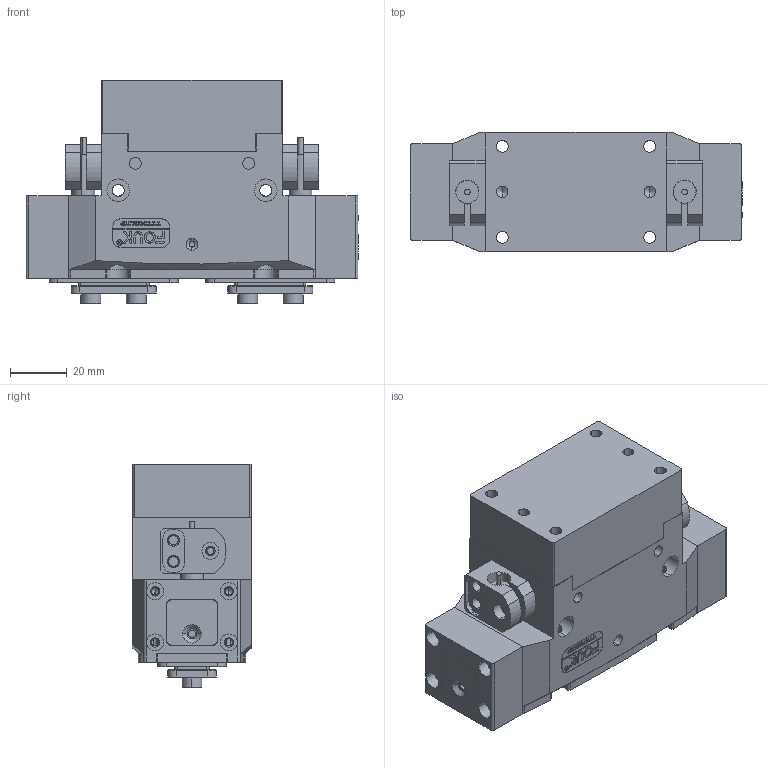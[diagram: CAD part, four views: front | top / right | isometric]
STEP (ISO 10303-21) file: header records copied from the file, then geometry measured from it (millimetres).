
FILE_DESCRIPTION (( 'STEP AP203' ), '1' );
FILE_NAME ('TR30-80-P-NC.STEP', '2024-11-19T01:33:28', ( 'USER-' ), ( 'Microsoft' ), 'SwSTEP 2.0', 'SolidWorks 2018', '' );
FILE_SCHEMA (( 'CONFIG_CONTROL_DESIGN' ));
Length unit declared in the file: millimetre
Products named in the file (19): TR30-80 -褲极; TR30-87-M-14忒硌薊啣-1; 20x10-R3; 埴翐芛_GB_FASTENER_SCREWS_HSHCS M2X8-N; TR30-87-M-12耜猾极-1; TR30-80 杅耀.sldasm-Part-9-1; TR30-87-M-13移动挡板(默认)-1; TR30-80赻坶杅耀.sldasm-Part-13; TR30-87防尘（未改版）; TR30-80 杅耀.sldasm-Part-4-1; 揤輸蚾饜极; 揤輸杅耀.sldasm-Part-9; TR30-80 杅耀.sldasm-Part-19-1; TR30-80 杅耀.sldasm-Part-25-1; TR30-80 杅耀.sldasm-Part-11-1; 5x7-12隅弇杶-1; 55滅鳥傷苤裔-1; TR30-87-M-11奻葡裔啣-1; TR30-80-P-NC
Assembly tree (28 placements, depth 3):
  TR30-80-P-NC
    TR30-80 杅耀.sldasm-Part-4-1
    TR30-80 杅耀.sldasm-Part-9-1  x2
    TR30-80 杅耀.sldasm-Part-11-1
    TR30-80 -褲极
    TR30-80 杅耀.sldasm-Part-19-1
    TR30-80 杅耀.sldasm-Part-25-1
    TR30-80赻坶杅耀.sldasm-Part-13
    揤輸蚾饜极  x2
      揤輸杅耀.sldasm-Part-9
      埴翐芛_GB_FASTENER_SCREWS_HSHCS M2X8-N
    20x10-R3
    TR30-87防尘（未改版）
      TR30-87-M-11奻葡裔啣-1
      TR30-87-M-12耜猾极-1  x2
      TR30-87-M-13移动挡板(默认)-1  x2
      TR30-87-M-14忒硌薊啣-1  x2
      55滅鳥傷苤裔-1  x2
      5x7-12隅弇杶-1  x4
Bounding box: 117 x 42 x 78.8 mm (x, y, z)
Volume: 229039.8 mm3; surface area: 83480.2 mm2
Topology: 28 solids, 42 shells, 1650 faces, 4231 edges, 2674 vertices
Faces by surface type: plane 723, cylinder 492, cone 272, bspline 155, torus 8
Entity records: 47444 total; most frequent: CARTESIAN_POINT 13930, ORIENTED_EDGE 6602, DIRECTION 6185, EDGE_CURVE 3301, VERTEX_POINT 2141, AXIS2_PLACEMENT_3D 2082, LINE 2021, VECTOR 2021
